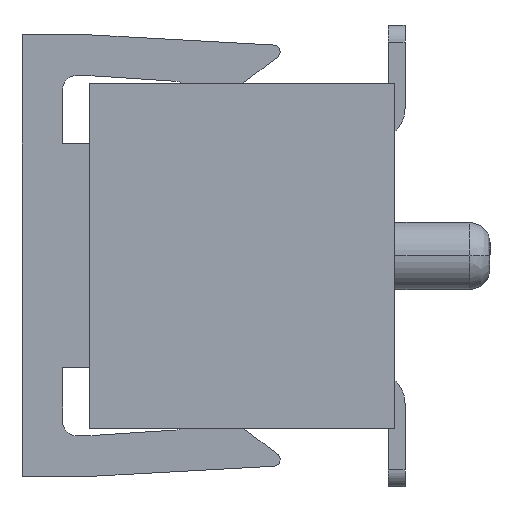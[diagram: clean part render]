
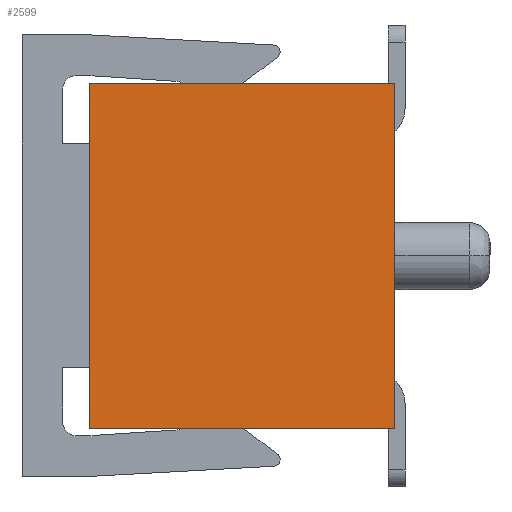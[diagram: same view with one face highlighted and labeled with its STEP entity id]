
A CAD part, left-side view. The second image highlights one B-rep face of the part: STEP entity #2599.
In plain terms, the highlighted planar face has unit normal (-1, 0, 0).
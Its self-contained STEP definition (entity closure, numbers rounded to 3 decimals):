
#1459=CARTESIAN_POINT('',(27.94,0.,-3.81));
#1460=VERTEX_POINT('',#1459);
#1467=CARTESIAN_POINT('',(27.94,4.5,-3.81));
#1468=VERTEX_POINT('',#1467);
#1469=CARTESIAN_POINT('',(27.94,0.,-3.81));
#1470=DIRECTION('',(0.,1.,0.));
#1471=VECTOR('',#1470,4.5);
#1472=LINE('',#1469,#1471);
#1473=EDGE_CURVE('',#1460,#1468,#1472,.T.);
#1543=CARTESIAN_POINT('',(27.94,4.5,1.27));
#1544=VERTEX_POINT('',#1543);
#1560=CARTESIAN_POINT('',(27.94,4.5,1.27));
#1561=DIRECTION('',(0.,0.,-1.));
#1562=VECTOR('',#1561,5.08);
#1563=LINE('',#1560,#1562);
#1564=EDGE_CURVE('',#1544,#1468,#1563,.T.);
#2180=CARTESIAN_POINT('',(27.94,0.,1.27));
#2181=VERTEX_POINT('',#2180);
#2485=CARTESIAN_POINT('',(27.94,0.,1.27));
#2486=DIRECTION('',(0.,1.,0.));
#2487=VECTOR('',#2486,4.5);
#2488=LINE('',#2485,#2487);
#2489=EDGE_CURVE('',#2181,#1544,#2488,.T.);
#2583=CARTESIAN_POINT('',(27.94,2.25,-1.27));
#2584=DIRECTION('',(0.,0.,1.));
#2585=DIRECTION('',(-1.,0.,0.));
#2586=AXIS2_PLACEMENT_3D('',#2583,#2585,#2584);
#2587=PLANE('',#2586);
#2588=ORIENTED_EDGE('',*,*,#1564,.T.);
#2589=ORIENTED_EDGE('',*,*,#1473,.F.);
#2590=CARTESIAN_POINT('',(27.94,0.,1.27));
#2591=DIRECTION('',(0.,0.,-1.));
#2592=VECTOR('',#2591,5.08);
#2593=LINE('',#2590,#2592);
#2594=EDGE_CURVE('',#2181,#1460,#2593,.T.);
#2595=ORIENTED_EDGE('',*,*,#2594,.F.);
#2596=ORIENTED_EDGE('',*,*,#2489,.T.);
#2597=EDGE_LOOP('',(#2588,#2589,#2595,#2596));
#2598=FACE_OUTER_BOUND('',#2597,.T.);
#2599=ADVANCED_FACE('',(#2598),#2587,.T.);
